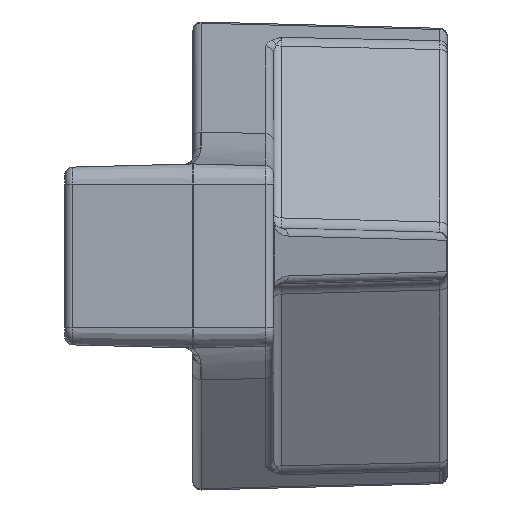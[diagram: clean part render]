
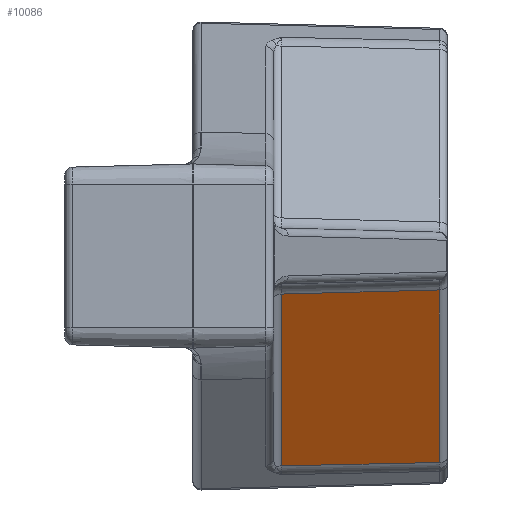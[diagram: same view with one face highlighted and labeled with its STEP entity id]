
A CAD part, left-side view. The second image highlights one B-rep face of the part: STEP entity #10086.
In plain terms, the highlighted planar face has unit normal (-0.866, -0.026, -0.5).
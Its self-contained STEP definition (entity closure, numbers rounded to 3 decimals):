
#317 = DIRECTION ( 'NONE',  ( 0.5, 0., -0.866 ) ) ;
#526 = EDGE_CURVE ( 'NONE', #1530, #4997, #8431, .T. ) ;
#557 = LINE ( 'NONE', #2370, #1834 ) ;
#974 = CARTESIAN_POINT ( 'NONE',  ( 2.793, -6.298, -5.109 ) ) ;
#1006 = PLANE ( 'NONE',  #6121 ) ;
#1530 = VERTEX_POINT ( 'NONE', #10050 ) ;
#1813 = DIRECTION ( 'NONE',  ( -0.866, -0.026, -0.5 ) ) ;
#1834 = VECTOR ( 'NONE', #8728, 1000. ) ;
#2370 = CARTESIAN_POINT ( 'NONE',  ( 0.26, -2.004, -0.947 ) ) ;
#2486 = DIRECTION ( 'NONE',  ( -0.5, 0., 0.866 ) ) ;
#2956 = VECTOR ( 'NONE', #5838, 1000. ) ;
#3555 = EDGE_CURVE ( 'NONE', #4997, #6978, #5128, .T. ) ;
#3656 = VECTOR ( 'NONE', #317, 1000. ) ;
#3789 = DIRECTION ( 'NONE',  ( -0.5, 0., 0.866 ) ) ;
#3803 = EDGE_CURVE ( 'NONE', #6400, #1530, #557, .T. ) ;
#3965 = CARTESIAN_POINT ( 'NONE',  ( 2.789, -6.105, -5.113 ) ) ;
#4591 = ORIENTED_EDGE ( 'NONE', *, *, #526, .T. ) ;
#4997 = VERTEX_POINT ( 'NONE', #8789 ) ;
#5003 = CARTESIAN_POINT ( 'NONE',  ( 0.322, -6.105, -0.84 ) ) ;
#5014 = FACE_OUTER_BOUND ( 'NONE', #5723, .T. ) ;
#5128 = LINE ( 'NONE', #974, #2956 ) ;
#5723 = EDGE_LOOP ( 'NONE', ( #6184, #7191, #5981, #4591 ) ) ;
#5838 = DIRECTION ( 'NONE',  ( 0.018, -1., 0.021 ) ) ;
#5981 = ORIENTED_EDGE ( 'NONE', *, *, #3803, .T. ) ;
#6121 = AXIS2_PLACEMENT_3D ( 'NONE', #6637, #1813, #2486 ) ;
#6184 = ORIENTED_EDGE ( 'NONE', *, *, #3555, .T. ) ;
#6400 = VERTEX_POINT ( 'NONE', #5003 ) ;
#6637 = CARTESIAN_POINT ( 'NONE',  ( 4.502, 0., -8.399 ) ) ;
#6978 = VERTEX_POINT ( 'NONE', #3965 ) ;
#7191 = ORIENTED_EDGE ( 'NONE', *, *, #8319, .T. ) ;
#7959 = VECTOR ( 'NONE', #3789, 1000. ) ;
#8319 = EDGE_CURVE ( 'NONE', #6978, #6400, #8323, .T. ) ;
#8323 = LINE ( 'NONE', #8562, #7959 ) ;
#8343 = CARTESIAN_POINT ( 'NONE',  ( 2.72, -2.195, -5.198 ) ) ;
#8431 = LINE ( 'NONE', #8343, #3656 ) ;
#8562 = CARTESIAN_POINT ( 'NONE',  ( 4.641, -6.105, -8.319 ) ) ;
#8728 = DIRECTION ( 'NONE',  ( -0.015, 1., -0.026 ) ) ;
#8789 = CARTESIAN_POINT ( 'NONE',  ( 2.719, -2.195, -5.197 ) ) ;
#10050 = CARTESIAN_POINT ( 'NONE',  ( 0.263, -2.195, -0.942 ) ) ;
#10086 = ADVANCED_FACE ( 'NONE', ( #5014 ), #1006, .T. ) ;
